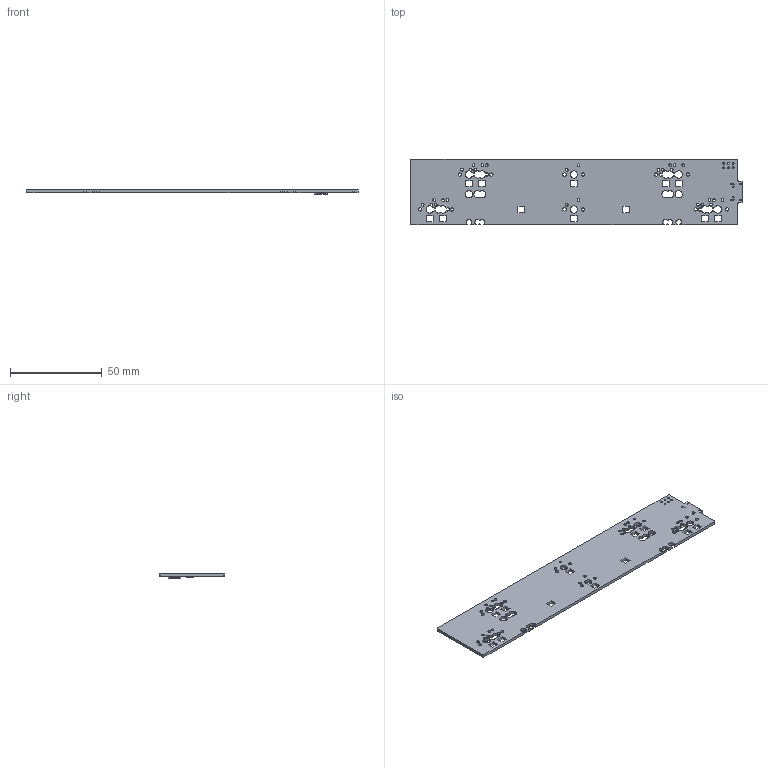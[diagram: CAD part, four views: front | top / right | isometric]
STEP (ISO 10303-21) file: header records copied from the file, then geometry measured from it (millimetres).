
FILE_DESCRIPTION(('KiCad electronic assembly'),'2;1');
FILE_NAME('uso!VNC.step','2021-06-22T19:57:41',('An Author'),( 'A Company'),'Open CASCADE STEP processor 6.9', 'KiCad to STEP converter','Unknown');
FILE_SCHEMA(('AUTOMOTIVE_DESIGN { 1 0 10303 214 1 1 1 1 }'));
Length unit declared in the file: millimetre
Products named in the file (6): Open CASCADE STEP translator 6.9 1; QFN-44-1EP_7x7mm_P0.5mm_EP5.15x5.15mm; SOLID; Crystal_SMD_3225-4Pin_3.2x2.5mm; COMPOUND
Assembly tree (5 placements, depth 3):
  Open CASCADE STEP translator 6.9 1
    QFN-44-1EP_7x7mm_P0.5mm_EP5.15x5.15mm
      SOLID
    Crystal_SMD_3225-4Pin_3.2x2.5mm
      SOLID
    COMPOUND
Bounding box: 180.97 x 35.72 x 2.42 mm (x, y, z)
Volume: 9453.9 mm3; surface area: 13649.1 mm2
Topology: 5 solids, 5 shells, 512 faces, 1494 edges, 996 vertices
Faces by surface type: plane 325, cylinder 187
Full cylindrical faces by diameter (mm): 0.5 x1, 0.65 x2, 1 x6, 1.47 x24, 1.75 x12, 3.988 x4
Entity records: 39091 total; most frequent: CARTESIAN_POINT 6684, DIRECTION 5669, LINE 3604, VECTOR 3604, ORIENTED_EDGE 2988, PCURVE 2988, DEFINITIONAL_REPRESENTATION 2988, EDGE_CURVE 1494
